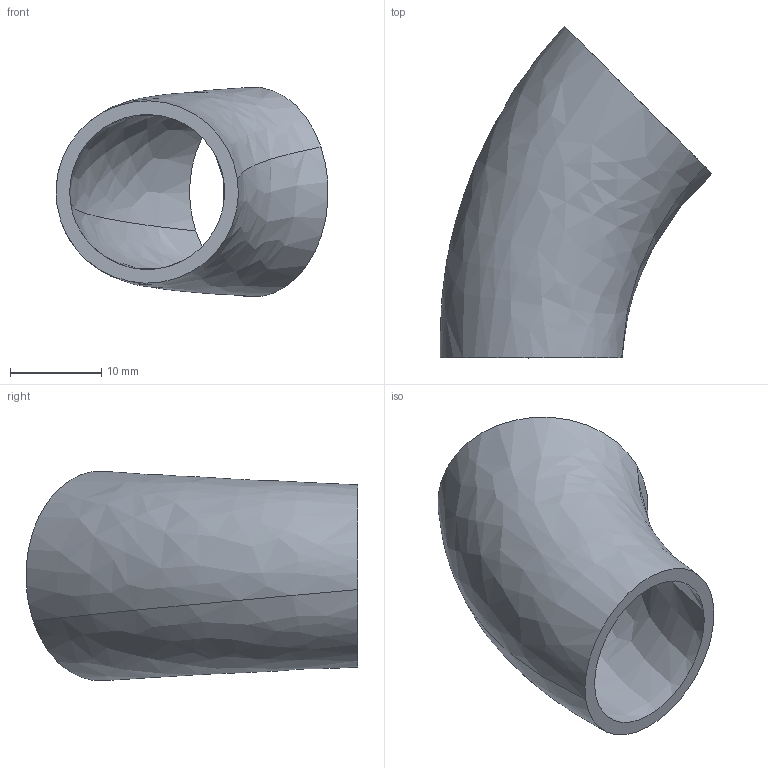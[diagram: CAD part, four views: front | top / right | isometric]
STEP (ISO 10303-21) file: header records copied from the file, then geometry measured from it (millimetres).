
FILE_DESCRIPTION (( 'STEP AP203' ), '1' );
FILE_NAME ('3D_M-3010GEB_23x1.5_174784160_174784220.STEP', '2024-09-12T07:46:59', ( '' ), ( '' ), 'SwSTEP 2.0', 'SolidWorks 2024', '' );
FILE_SCHEMA (( 'CONFIG_CONTROL_DESIGN' ));
Length unit declared in the file: millimetre
Products named in the file (1): 3D_M-3010GEB_23x1.5_174784160_174784220
Bounding box: 29.82 x 36.39 x 22.93 mm (x, y, z)
Volume: 2962.4 mm3; surface area: 4139.2 mm2
Topology: 1 solids, 1 shells, 6 faces, 12 edges, 8 vertices
Faces by surface type: bspline 4, plane 2
Entity records: 3002 total; most frequent: CARTESIAN_POINT 2816, ORIENTED_EDGE 24, DIRECTION 14, EDGE_CURVE 12, B_SPLINE_CURVE_WITH_KNOTS 8, VERTEX_POINT 8, PERSON_AND_ORGANIZATION 8, EDGE_LOOP 8
